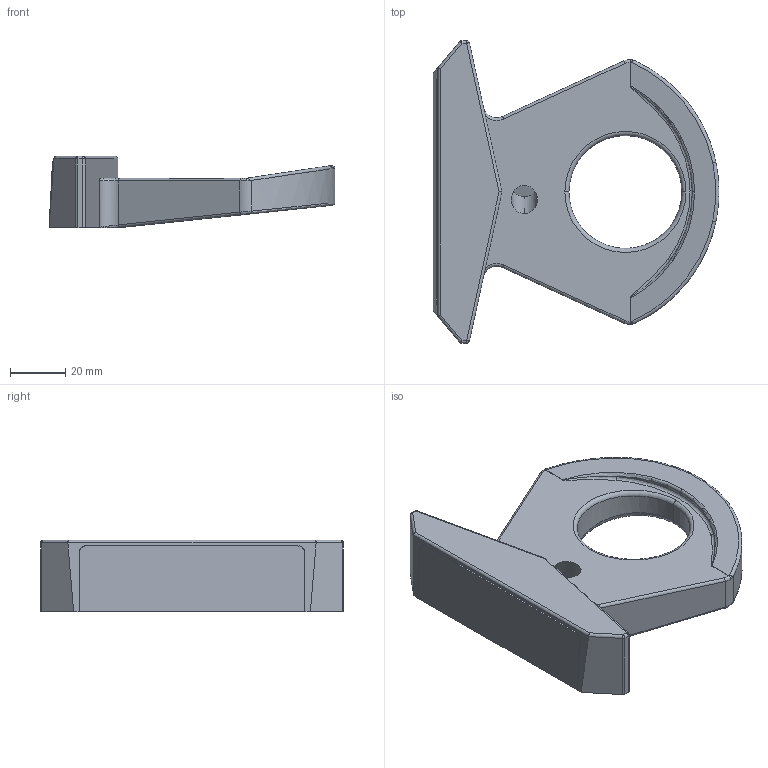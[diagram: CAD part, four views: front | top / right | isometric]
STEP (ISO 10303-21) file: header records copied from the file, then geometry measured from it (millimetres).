
FILE_DESCRIPTION (( 'STEP AP214' ), '1' );
FILE_NAME ('DF4.2 Assembly.STEP', '2025-07-31T13:47:17', ( 'ARUP Laboratories' ), ( 'ARUP Laboratories' ), 'SwSTEP 2.0', 'SolidWorks 2025', '' );
FILE_SCHEMA (( 'AUTOMOTIVE_DESIGN' ));
Length unit declared in the file: millimetre
Products named in the file (8): 93395A301_M5x10_93395A301; Head; 92125A132_M3x12_92125A132; DF Face Insert; DF4.2 Assembly; 92125A104_M4x15_92125A104; 98381A438_Dowel Pin_98381A438; Face
Assembly tree (15 placements, depth 2):
  DF4.2 Assembly
    Face
    Head
    98381A438_Dowel Pin_98381A438  x2
    DF Face Insert
    92125A132_M3x12_92125A132  x2
    92125A104_M4x15_92125A104  x2
    93395A301_M5x10_93395A301  x6
Bounding box: 103.87 x 110 x 26.02 mm (x, y, z)
Volume: 116663.6 mm3; surface area: 38415.4 mm2
Topology: 15 solids, 15 shells, 765 faces, 1918 edges, 1176 vertices
Faces by surface type: cylinder 365, cone 202, plane 137, bspline 45, torus 12, sphere 4
Entity records: 18750 total; most frequent: CARTESIAN_POINT 10216, ORIENTED_EDGE 1862, DIRECTION 1615, EDGE_CURVE 931, AXIS2_PLACEMENT_3D 614, VERTEX_POINT 580, EDGE_LOOP 411, VECTOR 387
